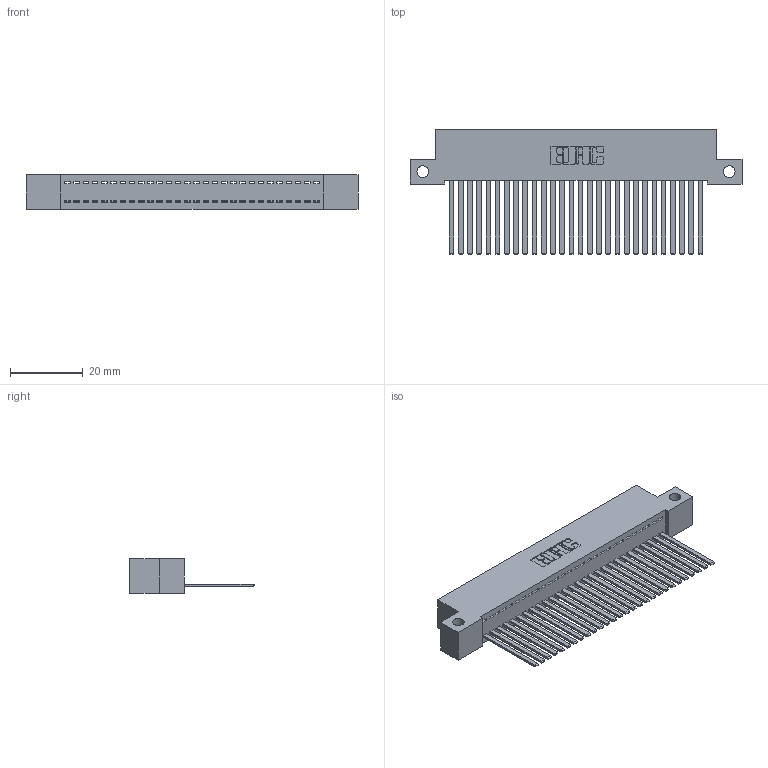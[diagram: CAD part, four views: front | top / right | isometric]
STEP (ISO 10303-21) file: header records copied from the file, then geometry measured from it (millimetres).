
FILE_DESCRIPTION (( 'STEP AP203' ), '1' );
FILE_NAME ('342-028-544-112.STEP', '2018-08-11T14:22:04', ( '' ), ( '' ), 'SwSTEP 2.0', 'SolidWorks 2016', '' );
FILE_SCHEMA (( 'CONFIG_CONTROL_DESIGN' ));
Length unit declared in the file: inch
Products named in the file (3): 342 Part_Side Mount; 345-292-001_345-293-144; 342-028-544-112
Assembly tree (29 placements, depth 2):
  342-028-544-112
    342 Part_Side Mount
    345-292-001_345-293-144  x28
Bounding box: 91.44 x 34.3 x 9.4 mm (x, y, z)
Volume: 8216.2 mm3; surface area: 12563.6 mm2
Topology: 29 solids, 29 shells, 1566 faces, 4723 edges, 3110 vertices
Faces by surface type: plane 1130, cylinder 436
Entity records: 18615 total; most frequent: CARTESIAN_POINT 3218, ORIENTED_EDGE 3182, DIRECTION 2739, EDGE_CURVE 1591, LINE 1467, VECTOR 1467, VERTEX_POINT 1058, AXIS2_PLACEMENT_3D 636
